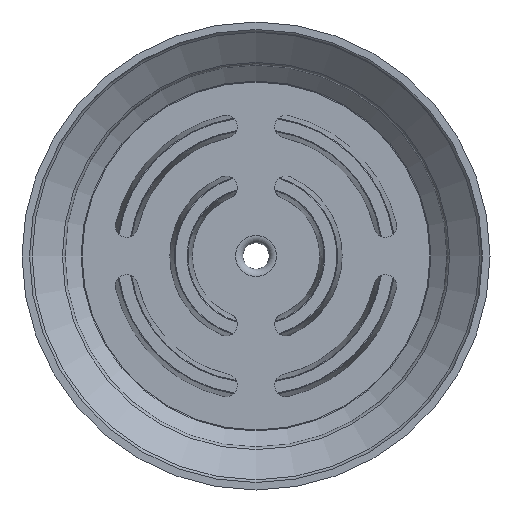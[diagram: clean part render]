
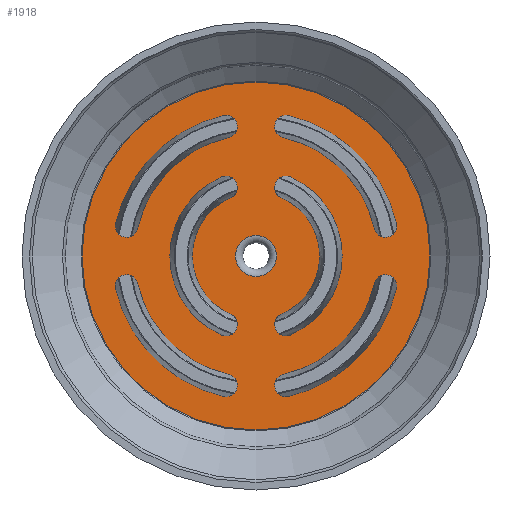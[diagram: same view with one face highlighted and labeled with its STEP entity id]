
A CAD part, front view. The second image highlights one B-rep face of the part: STEP entity #1918.
In plain terms, the highlighted planar face has unit normal (0, -1, 0).
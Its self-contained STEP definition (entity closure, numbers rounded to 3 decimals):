
#72=PLANE('',#2067);
#110=CIRCLE('',#1985,17.);
#121=CIRCLE('',#2001,23.);
#122=CIRCLE('',#2003,32.5);
#124=CIRCLE('',#2006,32.5);
#126=CIRCLE('',#2009,32.5);
#147=CIRCLE('',#2041,38.5);
#148=CIRCLE('',#2043,38.5);
#149=CIRCLE('',#2045,38.5);
#152=CIRCLE('',#2050,5.5);
#153=CIRCLE('',#2052,17.);
#156=CIRCLE('',#2058,23.);
#157=CIRCLE('',#2060,32.5);
#160=CIRCLE('',#2066,38.5);
#161=CIRCLE('',#2068,46.47);
#162=CIRCLE('',#2069,3.);
#163=CIRCLE('',#2070,3.);
#164=CIRCLE('',#2071,3.);
#165=CIRCLE('',#2072,3.);
#166=CIRCLE('',#2073,3.);
#167=CIRCLE('',#2074,3.);
#168=CIRCLE('',#2075,3.);
#169=CIRCLE('',#2076,3.);
#170=CIRCLE('',#2077,3.);
#171=CIRCLE('',#2078,3.);
#172=CIRCLE('',#2079,3.);
#173=CIRCLE('',#2080,3.);
#338=ORIENTED_EDGE('',*,*,#665,.T.);
#339=ORIENTED_EDGE('',*,*,#666,.T.);
#340=ORIENTED_EDGE('',*,*,#567,.T.);
#341=ORIENTED_EDGE('',*,*,#667,.T.);
#342=ORIENTED_EDGE('',*,*,#652,.F.);
#343=ORIENTED_EDGE('',*,*,#642,.T.);
#344=ORIENTED_EDGE('',*,*,#668,.T.);
#345=ORIENTED_EDGE('',*,*,#585,.F.);
#346=ORIENTED_EDGE('',*,*,#669,.T.);
#347=ORIENTED_EDGE('',*,*,#670,.T.);
#348=ORIENTED_EDGE('',*,*,#591,.T.);
#349=ORIENTED_EDGE('',*,*,#671,.T.);
#350=ORIENTED_EDGE('',*,*,#663,.F.);
#351=ORIENTED_EDGE('',*,*,#654,.T.);
#352=ORIENTED_EDGE('',*,*,#672,.T.);
#353=ORIENTED_EDGE('',*,*,#630,.F.);
#354=ORIENTED_EDGE('',*,*,#673,.T.);
#355=ORIENTED_EDGE('',*,*,#587,.T.);
#356=ORIENTED_EDGE('',*,*,#674,.T.);
#357=ORIENTED_EDGE('',*,*,#637,.F.);
#358=ORIENTED_EDGE('',*,*,#675,.T.);
#359=ORIENTED_EDGE('',*,*,#595,.T.);
#360=ORIENTED_EDGE('',*,*,#676,.T.);
#361=ORIENTED_EDGE('',*,*,#633,.F.);
#362=ORIENTED_EDGE('',*,*,#677,.T.);
#363=ORIENTED_EDGE('',*,*,#640,.F.);
#567=EDGE_CURVE('',#744,#742,#110,.T.);
#585=EDGE_CURVE('',#757,#756,#121,.T.);
#587=EDGE_CURVE('',#760,#758,#122,.T.);
#591=EDGE_CURVE('',#764,#762,#124,.T.);
#595=EDGE_CURVE('',#768,#766,#126,.T.);
#630=EDGE_CURVE('',#792,#793,#147,.T.);
#633=EDGE_CURVE('',#794,#795,#148,.T.);
#637=EDGE_CURVE('',#797,#796,#149,.T.);
#640=EDGE_CURVE('',#800,#800,#152,.T.);
#642=EDGE_CURVE('',#803,#801,#153,.T.);
#652=EDGE_CURVE('',#808,#807,#156,.T.);
#654=EDGE_CURVE('',#811,#809,#157,.T.);
#663=EDGE_CURVE('',#815,#816,#160,.T.);
#665=EDGE_CURVE('',#817,#817,#161,.T.);
#666=EDGE_CURVE('',#808,#744,#162,.T.);
#667=EDGE_CURVE('',#742,#807,#163,.T.);
#668=EDGE_CURVE('',#801,#756,#164,.T.);
#669=EDGE_CURVE('',#757,#803,#165,.T.);
#670=EDGE_CURVE('',#815,#764,#166,.T.);
#671=EDGE_CURVE('',#762,#816,#167,.T.);
#672=EDGE_CURVE('',#809,#793,#168,.T.);
#673=EDGE_CURVE('',#792,#811,#169,.T.);
#674=EDGE_CURVE('',#758,#796,#170,.T.);
#675=EDGE_CURVE('',#797,#760,#171,.T.);
#676=EDGE_CURVE('',#766,#795,#172,.T.);
#677=EDGE_CURVE('',#794,#768,#173,.T.);
#742=VERTEX_POINT('',#2601);
#744=VERTEX_POINT('',#2604);
#756=VERTEX_POINT('',#2667);
#757=VERTEX_POINT('',#2678);
#758=VERTEX_POINT('',#2691);
#760=VERTEX_POINT('',#2694);
#762=VERTEX_POINT('',#2718);
#764=VERTEX_POINT('',#2721);
#766=VERTEX_POINT('',#2745);
#768=VERTEX_POINT('',#2748);
#792=VERTEX_POINT('',#2871);
#793=VERTEX_POINT('',#2873);
#794=VERTEX_POINT('',#2895);
#795=VERTEX_POINT('',#2897);
#796=VERTEX_POINT('',#2919);
#797=VERTEX_POINT('',#2930);
#800=VERTEX_POINT('',#2939);
#801=VERTEX_POINT('',#2951);
#803=VERTEX_POINT('',#2954);
#807=VERTEX_POINT('',#2999);
#808=VERTEX_POINT('',#3010);
#809=VERTEX_POINT('',#3023);
#811=VERTEX_POINT('',#3026);
#815=VERTEX_POINT('',#3071);
#816=VERTEX_POINT('',#3073);
#817=VERTEX_POINT('',#3086);
#964=EDGE_LOOP('',(#338));
#965=EDGE_LOOP('',(#339,#340,#341,#342));
#966=EDGE_LOOP('',(#343,#344,#345,#346));
#967=EDGE_LOOP('',(#347,#348,#349,#350));
#968=EDGE_LOOP('',(#351,#352,#353,#354));
#969=EDGE_LOOP('',(#355,#356,#357,#358));
#970=EDGE_LOOP('',(#359,#360,#361,#362));
#971=EDGE_LOOP('',(#363));
#1102=FACE_BOUND('',#964,.T.);
#1103=FACE_BOUND('',#965,.T.);
#1104=FACE_BOUND('',#966,.T.);
#1105=FACE_BOUND('',#967,.T.);
#1106=FACE_BOUND('',#968,.T.);
#1107=FACE_BOUND('',#969,.T.);
#1108=FACE_BOUND('',#970,.T.);
#1109=FACE_BOUND('',#971,.T.);
#1918=ADVANCED_FACE('',(#1102,#1103,#1104,#1105,#1106,#1107,#1108,#1109),
#72,.T.);
#1985=AXIS2_PLACEMENT_3D('',#2603,#2185,#2186);
#2001=AXIS2_PLACEMENT_3D('',#2679,#2217,#2218);
#2003=AXIS2_PLACEMENT_3D('',#2693,#2221,#2222);
#2006=AXIS2_PLACEMENT_3D('',#2720,#2227,#2228);
#2009=AXIS2_PLACEMENT_3D('',#2747,#2233,#2234);
#2041=AXIS2_PLACEMENT_3D('',#2872,#2297,#2298);
#2043=AXIS2_PLACEMENT_3D('',#2896,#2301,#2302);
#2045=AXIS2_PLACEMENT_3D('',#2931,#2305,#2306);
#2050=AXIS2_PLACEMENT_3D('',#2938,#2315,#2316);
#2052=AXIS2_PLACEMENT_3D('',#2953,#2319,#2320);
#2058=AXIS2_PLACEMENT_3D('',#3011,#2331,#2332);
#2060=AXIS2_PLACEMENT_3D('',#3025,#2335,#2336);
#2066=AXIS2_PLACEMENT_3D('',#3072,#2347,#2348);
#2067=AXIS2_PLACEMENT_3D('',#3084,#2349,#2350);
#2068=AXIS2_PLACEMENT_3D('',#3085,#2351,#2352);
#2069=AXIS2_PLACEMENT_3D('',#3087,#2353,#2354);
#2070=AXIS2_PLACEMENT_3D('',#3088,#2355,#2356);
#2071=AXIS2_PLACEMENT_3D('',#3089,#2357,#2358);
#2072=AXIS2_PLACEMENT_3D('',#3090,#2359,#2360);
#2073=AXIS2_PLACEMENT_3D('',#3091,#2361,#2362);
#2074=AXIS2_PLACEMENT_3D('',#3092,#2363,#2364);
#2075=AXIS2_PLACEMENT_3D('',#3093,#2365,#2366);
#2076=AXIS2_PLACEMENT_3D('',#3094,#2367,#2368);
#2077=AXIS2_PLACEMENT_3D('',#3095,#2369,#2370);
#2078=AXIS2_PLACEMENT_3D('',#3096,#2371,#2372);
#2079=AXIS2_PLACEMENT_3D('',#3097,#2373,#2374);
#2080=AXIS2_PLACEMENT_3D('',#3098,#2375,#2376);
#2185=DIRECTION('',(0.,-1.,0.));
#2186=DIRECTION('',(0.,0.,-1.));
#2217=DIRECTION('',(0.,-1.,0.));
#2218=DIRECTION('',(0.,0.,-1.));
#2221=DIRECTION('',(0.,-1.,0.));
#2222=DIRECTION('',(0.,0.,-1.));
#2227=DIRECTION('',(0.,-1.,0.));
#2228=DIRECTION('',(0.,0.,-1.));
#2233=DIRECTION('',(0.,-1.,0.));
#2234=DIRECTION('',(0.,0.,-1.));
#2297=DIRECTION('',(0.,-1.,0.));
#2298=DIRECTION('',(0.,0.,-1.));
#2301=DIRECTION('',(0.,-1.,0.));
#2302=DIRECTION('',(0.,0.,-1.));
#2305=DIRECTION('',(0.,-1.,0.));
#2306=DIRECTION('',(0.,0.,-1.));
#2315=DIRECTION('',(0.,-1.,0.));
#2316=DIRECTION('',(0.,0.,-1.));
#2319=DIRECTION('',(0.,-1.,0.));
#2320=DIRECTION('',(0.,0.,-1.));
#2331=DIRECTION('',(0.,-1.,0.));
#2332=DIRECTION('',(0.,0.,-1.));
#2335=DIRECTION('',(0.,-1.,0.));
#2336=DIRECTION('',(0.,0.,-1.));
#2347=DIRECTION('',(0.,-1.,0.));
#2348=DIRECTION('',(0.,0.,-1.));
#2349=DIRECTION('',(0.,-1.,0.));
#2350=DIRECTION('',(0.,0.,-1.));
#2351=DIRECTION('',(0.,-1.,0.));
#2352=DIRECTION('',(0.,0.,-1.));
#2353=DIRECTION('',(0.,1.,0.));
#2354=DIRECTION('',(1.,0.,0.));
#2355=DIRECTION('',(0.,1.,0.));
#2356=DIRECTION('',(1.,0.,0.));
#2357=DIRECTION('',(0.,1.,0.));
#2358=DIRECTION('',(1.,0.,0.));
#2359=DIRECTION('',(0.,1.,0.));
#2360=DIRECTION('',(1.,0.,0.));
#2361=DIRECTION('',(0.,1.,0.));
#2362=DIRECTION('',(1.,0.,0.));
#2363=DIRECTION('',(0.,1.,0.));
#2364=DIRECTION('',(1.,0.,0.));
#2365=DIRECTION('',(0.,1.,0.));
#2366=DIRECTION('',(1.,0.,0.));
#2367=DIRECTION('',(0.,1.,0.));
#2368=DIRECTION('',(1.,0.,0.));
#2369=DIRECTION('',(0.,1.,0.));
#2370=DIRECTION('',(1.,0.,0.));
#2371=DIRECTION('',(0.,1.,0.));
#2372=DIRECTION('',(1.,0.,0.));
#2373=DIRECTION('',(0.,1.,0.));
#2374=DIRECTION('',(1.,0.,0.));
#2375=DIRECTION('',(0.,1.,0.));
#2376=DIRECTION('',(1.,0.,0.));
#2601=CARTESIAN_POINT('',(6.8,32.,15.581));
#2603=CARTESIAN_POINT('',(0.,32.,0.));
#2604=CARTESIAN_POINT('',(6.8,32.,-15.581));
#2667=CARTESIAN_POINT('',(-9.2,32.,-21.08));
#2678=CARTESIAN_POINT('',(-9.2,32.,21.08));
#2679=CARTESIAN_POINT('',(0.,32.,0.));
#2691=CARTESIAN_POINT('',(-7.324,32.,-31.664));
#2693=CARTESIAN_POINT('',(0.,32.,0.));
#2694=CARTESIAN_POINT('',(-31.664,32.,-7.324));
#2718=CARTESIAN_POINT('',(7.324,32.,31.664));
#2720=CARTESIAN_POINT('',(0.,32.,0.));
#2721=CARTESIAN_POINT('',(31.664,32.,7.324));
#2745=CARTESIAN_POINT('',(-31.664,32.,7.324));
#2747=CARTESIAN_POINT('',(0.,32.,0.));
#2748=CARTESIAN_POINT('',(-7.324,32.,31.664));
#2871=CARTESIAN_POINT('',(8.676,32.,-37.51));
#2872=CARTESIAN_POINT('',(0.,32.,0.));
#2873=CARTESIAN_POINT('',(37.51,32.,-8.676));
#2895=CARTESIAN_POINT('',(-8.676,32.,37.51));
#2896=CARTESIAN_POINT('',(0.,32.,0.));
#2897=CARTESIAN_POINT('',(-37.51,32.,8.676));
#2919=CARTESIAN_POINT('',(-8.676,32.,-37.51));
#2930=CARTESIAN_POINT('',(-37.51,32.,-8.676));
#2931=CARTESIAN_POINT('',(0.,32.,0.));
#2938=CARTESIAN_POINT('',(0.,32.,0.));
#2939=CARTESIAN_POINT('',(0.,32.,-5.5));
#2951=CARTESIAN_POINT('',(-6.8,32.,-15.581));
#2953=CARTESIAN_POINT('',(0.,32.,0.));
#2954=CARTESIAN_POINT('',(-6.8,32.,15.581));
#2999=CARTESIAN_POINT('',(9.2,32.,21.08));
#3010=CARTESIAN_POINT('',(9.2,32.,-21.08));
#3011=CARTESIAN_POINT('',(0.,32.,0.));
#3023=CARTESIAN_POINT('',(31.664,32.,-7.324));
#3025=CARTESIAN_POINT('',(0.,32.,0.));
#3026=CARTESIAN_POINT('',(7.324,32.,-31.664));
#3071=CARTESIAN_POINT('',(37.51,32.,8.676));
#3072=CARTESIAN_POINT('',(0.,32.,0.));
#3073=CARTESIAN_POINT('',(8.676,32.,37.51));
#3084=CARTESIAN_POINT('',(38.5,32.,0.));
#3085=CARTESIAN_POINT('',(0.,32.,0.));
#3086=CARTESIAN_POINT('',(0.,32.,-46.47));
#3087=CARTESIAN_POINT('',(8.,32.,-18.33));
#3088=CARTESIAN_POINT('',(8.,32.,18.33));
#3089=CARTESIAN_POINT('',(-8.,32.,-18.33));
#3090=CARTESIAN_POINT('',(-8.,32.,18.33));
#3091=CARTESIAN_POINT('',(34.587,32.,8.));
#3092=CARTESIAN_POINT('',(8.,32.,34.587));
#3093=CARTESIAN_POINT('',(34.587,32.,-8.));
#3094=CARTESIAN_POINT('',(8.,32.,-34.587));
#3095=CARTESIAN_POINT('',(-8.,32.,-34.587));
#3096=CARTESIAN_POINT('',(-34.587,32.,-8.));
#3097=CARTESIAN_POINT('',(-34.587,32.,8.));
#3098=CARTESIAN_POINT('',(-8.,32.,34.587));
